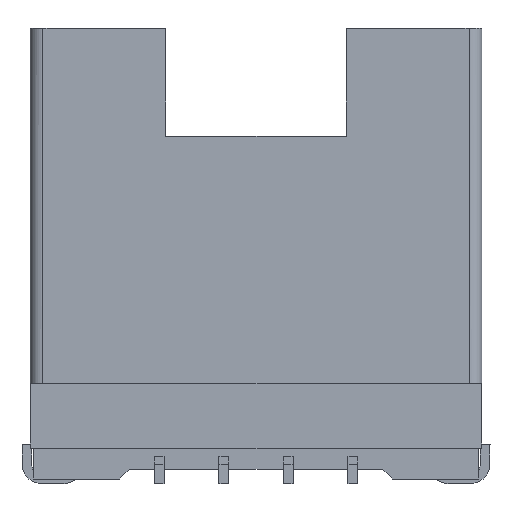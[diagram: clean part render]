
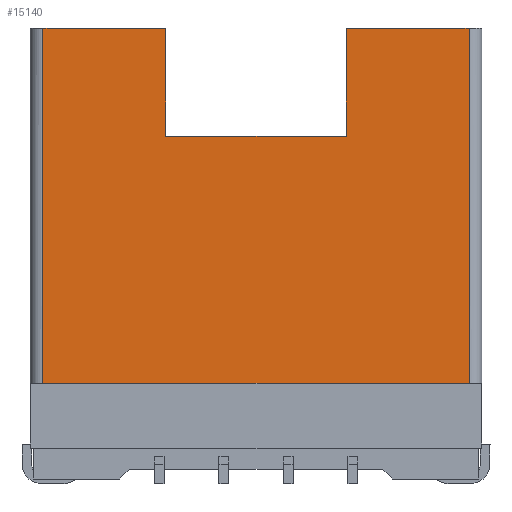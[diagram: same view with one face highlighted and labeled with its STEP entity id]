
A CAD part, left-side view. The second image highlights one B-rep face of the part: STEP entity #15140.
In plain terms, the highlighted planar face has unit normal (-1, 0, 0).
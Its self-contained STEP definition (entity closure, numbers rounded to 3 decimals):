
#13550=CARTESIAN_POINT('',(-36.603,6.485,
130.765));
#13560=VERTEX_POINT('',#13550);
#13590=CARTESIAN_POINT('',(-36.603,55.037,
130.765));
#13600=DIRECTION('',(0.,1.,0.));
#13610=VECTOR('',#13600,1.);
#13620=LINE('',#13590,#13610);
#13630=CARTESIAN_POINT('',(-36.603,8.385,
130.765));
#13640=VERTEX_POINT('',#13630);
#13650=EDGE_CURVE('',#13560,#13640,#13620,.T.);
#14390=CARTESIAN_POINT('',(-36.603,6.485,
125.265));
#14400=VERTEX_POINT('',#14390);
#14430=CARTESIAN_POINT('',(-36.603,6.485,
127.215));
#14440=DIRECTION('',(0.,0.,-1.));
#14450=VECTOR('',#14440,1.);
#14460=LINE('',#14430,#14450);
#14470=EDGE_CURVE('',#13560,#14400,#14460,.T.);
#14590=CARTESIAN_POINT('',(-36.603,11.635,
129.095));
#14600=DIRECTION('',(-1.,0.,0.));
#14610=DIRECTION('',(0.,0.,1.));
#14620=AXIS2_PLACEMENT_3D('',#14590,#14600,#14610);
#14630=PLANE('',#14620);
#14640=CARTESIAN_POINT('',(-36.603,8.385,
130.765));
#14650=DIRECTION('',(0.,0.,-1.));
#14660=VECTOR('',#14650,1.);
#14670=LINE('',#14640,#14660);
#14680=CARTESIAN_POINT('',(-36.603,8.385,
129.095));
#14690=VERTEX_POINT('',#14680);
#14700=EDGE_CURVE('',#13640,#14690,#14670,.T.);
#14710=ORIENTED_EDGE('',*,*,#14700,.T.);
#14720=ORIENTED_EDGE('',*,*,#13650,.T.);
#14730=ORIENTED_EDGE('',*,*,#14470,.F.);
#14740=CARTESIAN_POINT('',(-36.603,57.037,
125.265));
#14750=DIRECTION('',(0.,1.,0.));
#14760=VECTOR('',#14750,1.);
#14770=LINE('',#14740,#14760);
#14780=CARTESIAN_POINT('',(-36.603,13.085,
125.265));
#14790=VERTEX_POINT('',#14780);
#14800=EDGE_CURVE('',#14400,#14790,#14770,.T.);
#14810=ORIENTED_EDGE('',*,*,#14800,.F.);
#14820=CARTESIAN_POINT('',(-36.603,13.085,
127.215));
#14830=DIRECTION('',(0.,0.,-1.));
#14840=VECTOR('',#14830,1.);
#14850=LINE('',#14820,#14840);
#14860=CARTESIAN_POINT('',(-36.603,13.085,
130.765));
#14870=VERTEX_POINT('',#14860);
#14880=EDGE_CURVE('',#14870,#14790,#14850,.T.);
#14890=ORIENTED_EDGE('',*,*,#14880,.T.);
#14900=CARTESIAN_POINT('',(-36.603,55.037,
130.765));
#14910=DIRECTION('',(0.,-1.,0.));
#14920=VECTOR('',#14910,1.);
#14930=LINE('',#14900,#14920);
#14940=CARTESIAN_POINT('',(-36.603,11.185,
130.765));
#14950=VERTEX_POINT('',#14940);
#14960=EDGE_CURVE('',#14870,#14950,#14930,.T.);
#14970=ORIENTED_EDGE('',*,*,#14960,.F.);
#14980=CARTESIAN_POINT('',(-36.603,11.185,
127.215));
#14990=DIRECTION('',(0.,0.,1.));
#15000=VECTOR('',#14990,1.);
#15010=LINE('',#14980,#15000);
#15020=CARTESIAN_POINT('',(-36.603,11.185,
129.095));
#15030=VERTEX_POINT('',#15020);
#15040=EDGE_CURVE('',#15030,#14950,#15010,.T.);
#15050=ORIENTED_EDGE('',*,*,#15040,.T.);
#15060=CARTESIAN_POINT('',(-36.603,55.037,
129.095));
#15070=DIRECTION('',(0.,-1.,0.));
#15080=VECTOR('',#15070,1.);
#15090=LINE('',#15060,#15080);
#15100=EDGE_CURVE('',#15030,#14690,#15090,.T.);
#15110=ORIENTED_EDGE('',*,*,#15100,.F.);
#15120=EDGE_LOOP('',(#15110,#15050,#14970,#14890,#14810,#14730,#14720,
#14710));
#15130=FACE_OUTER_BOUND('',#15120,.T.);
#15140=ADVANCED_FACE('',(#15130),#14630,.T.);
